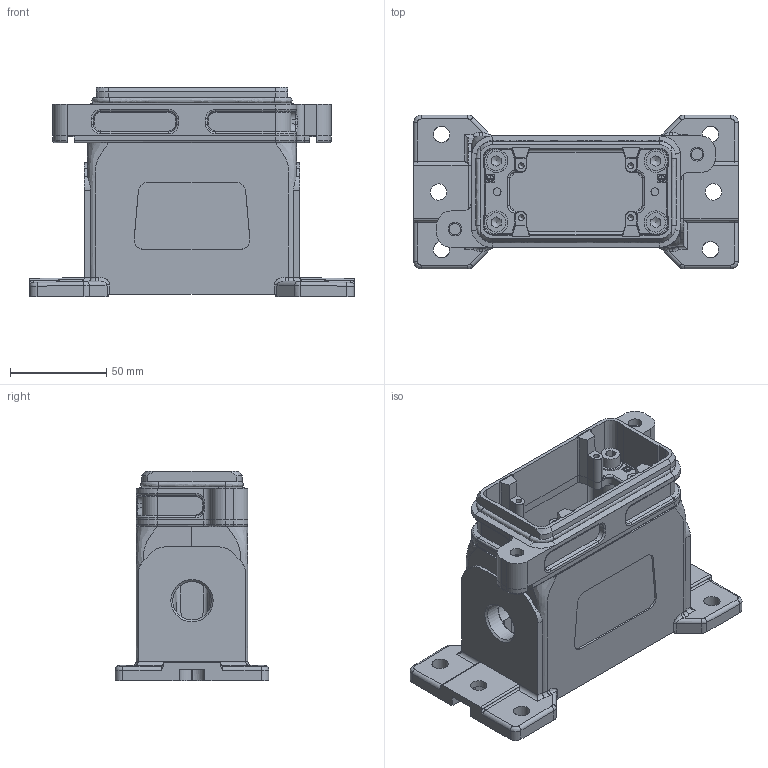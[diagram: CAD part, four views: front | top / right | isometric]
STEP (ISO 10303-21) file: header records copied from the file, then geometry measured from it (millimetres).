
FILE_DESCRIPTION(/* description */ (''),/* implementation_level */ '2;1');
FILE_NAME(/* name */ '100176581ugm000_d.stp',/* time_stamp */ '2019-03-08T14:14:15+01:00',/* author */ (''),/* organization */ (''),/* preprocessor_version */ 'ST-DEVELOPER v16.7',/* originating_system */ 'SIEMENS PLM Software NX 12.0',/* authorisation */ '');
FILE_SCHEMA (('AUTOMOTIVE_DESIGN { 1 0 10303 214 3 1 1 1 }'));
Length unit declared in the file: millimetre
Products named in the file (1): 100176581ugm000_d
Bounding box: 169 x 80 x 109.1 mm (x, y, z)
Volume: 345046.9 mm3; surface area: 99214.6 mm2
Topology: 1 solids, 1 shells, 957 faces, 2513 edges, 1591 vertices
Faces by surface type: plane 529, cylinder 284, bspline 84, cone 40, torus 18, extrusion 2
Full cylindrical faces by diameter (mm): 2.75 x1, 3 x4, 3.25 x1, 3.355 x2, 3.599 x2, 4 x2, 6 x2, 7.1 x2, 8.5 x6, 10 x4, 12 x4, 20 x1
Entity records: 32617 total; most frequent: CARTESIAN_POINT 8251, ORIENTED_EDGE 4872, DIRECTION 4620, EDGE_CURVE 2436, VERTEX_POINT 1568, VECTOR 1548, LINE 1546, AXIS2_PLACEMENT_3D 1536
